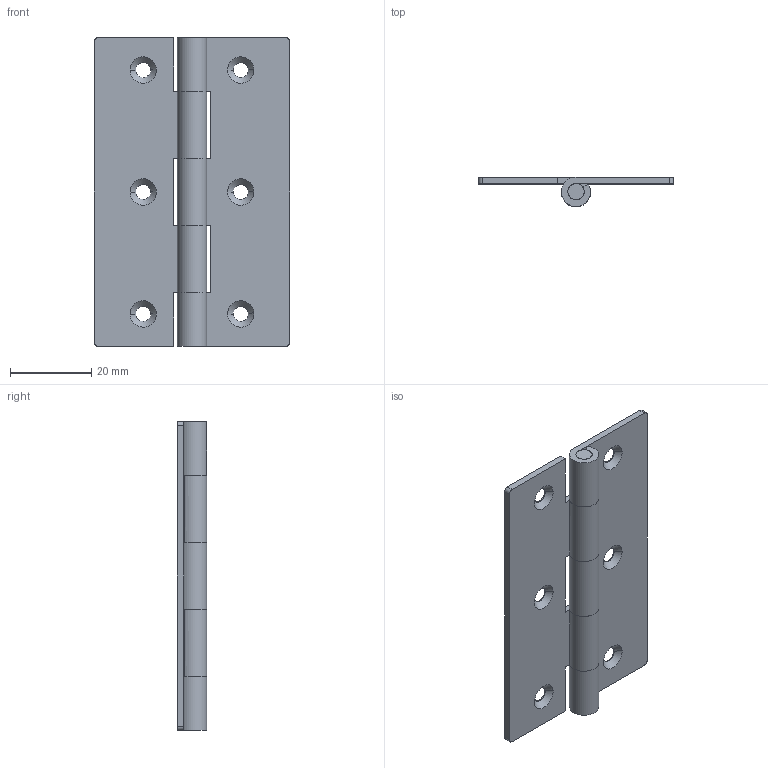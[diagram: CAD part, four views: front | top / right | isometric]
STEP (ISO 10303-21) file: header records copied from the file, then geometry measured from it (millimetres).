
FILE_DESCRIPTION((''),'2;1');
FILE_NAME('','2005-04-20T11:04:24',(''),(''),'','CADfix','');
FILE_SCHEMA(('AUTOMOTIVE_DESIGN'));
Length unit declared in the file: millimetre
Products named in the file (4): shaft; hinge piece_B; hinge piece_A; TH_TM_89_26578_36
Assembly tree (3 placements, depth 2):
  TH_TM_89_26578_36
    shaft
    hinge piece_B
    hinge piece_A
Bounding box: 48 x 7.19 x 76 mm (x, y, z)
Volume: 7855.6 mm3; surface area: 10698.8 mm2
Topology: 3 solids, 3 shells, 70 faces, 230 edges, 166 vertices
Faces by surface type: bspline 70
Entity records: 2889 total; most frequent: CARTESIAN_POINT 1546, ORIENTED_EDGE 460, EDGE_CURVE 230, VERTEX_POINT 166, QUASI_UNIFORM_CURVE 116, EDGE_LOOP 82, FACE_OUTER_BOUND 70, ADVANCED_FACE 70
